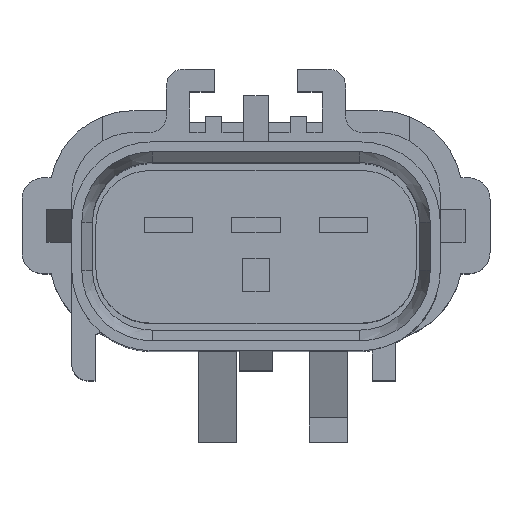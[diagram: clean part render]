
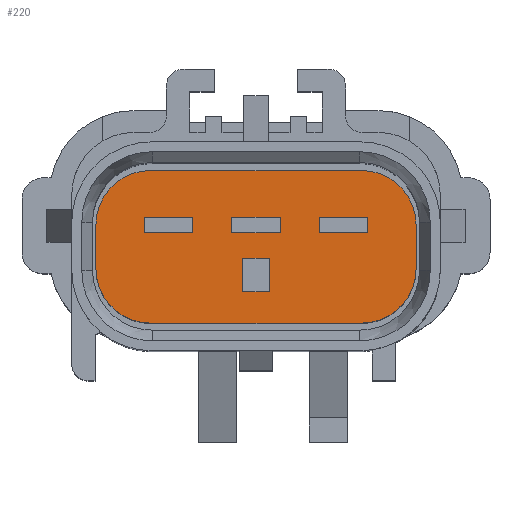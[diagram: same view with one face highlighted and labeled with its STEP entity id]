
A CAD part, top view. The second image highlights one B-rep face of the part: STEP entity #220.
In plain terms, the highlighted planar face has unit normal (0, 0, 1).
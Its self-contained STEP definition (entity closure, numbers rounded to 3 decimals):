
#56=FACE_BOUND('',#725,.T.);
#57=FACE_BOUND('',#726,.T.);
#58=FACE_BOUND('',#727,.T.);
#59=FACE_BOUND('',#728,.T.);
#60=FACE_BOUND('',#729,.T.);
#220=ADVANCED_FACE('',(#56,#57,#58,#59,#60),#376,.F.);
#376=PLANE('',#3616);
#725=EDGE_LOOP('',(#1521,#1522,#1523,#1524));
#726=EDGE_LOOP('',(#1525,#1526,#1527,#1528));
#727=EDGE_LOOP('',(#1529,#1530,#1531,#1532));
#728=EDGE_LOOP('',(#1533,#1534,#1535,#1536,#1537,#1538,#1539,#1540));
#729=EDGE_LOOP('',(#1541,#1542,#1543,#1544));
#848=CIRCLE('',#3612,3.3);
#849=CIRCLE('',#3613,3.3);
#850=CIRCLE('',#3614,3.3);
#851=CIRCLE('',#3615,3.3);
#1521=ORIENTED_EDGE('',*,*,#2526,.F.);
#1522=ORIENTED_EDGE('',*,*,#2524,.T.);
#1523=ORIENTED_EDGE('',*,*,#2522,.T.);
#1524=ORIENTED_EDGE('',*,*,#2520,.T.);
#1525=ORIENTED_EDGE('',*,*,#2518,.F.);
#1526=ORIENTED_EDGE('',*,*,#2516,.T.);
#1527=ORIENTED_EDGE('',*,*,#2514,.T.);
#1528=ORIENTED_EDGE('',*,*,#2512,.T.);
#1529=ORIENTED_EDGE('',*,*,#2510,.T.);
#1530=ORIENTED_EDGE('',*,*,#2508,.T.);
#1531=ORIENTED_EDGE('',*,*,#2506,.T.);
#1532=ORIENTED_EDGE('',*,*,#2504,.T.);
#1533=ORIENTED_EDGE('',*,*,#2527,.T.);
#1534=ORIENTED_EDGE('',*,*,#2528,.T.);
#1535=ORIENTED_EDGE('',*,*,#2529,.T.);
#1536=ORIENTED_EDGE('',*,*,#2530,.T.);
#1537=ORIENTED_EDGE('',*,*,#2531,.T.);
#1538=ORIENTED_EDGE('',*,*,#2532,.T.);
#1539=ORIENTED_EDGE('',*,*,#2533,.T.);
#1540=ORIENTED_EDGE('',*,*,#2534,.T.);
#1541=ORIENTED_EDGE('',*,*,#2502,.F.);
#1542=ORIENTED_EDGE('',*,*,#2501,.F.);
#1543=ORIENTED_EDGE('',*,*,#2499,.F.);
#1544=ORIENTED_EDGE('',*,*,#2497,.F.);
#2078=VERTEX_POINT('',#5354);
#2079=VERTEX_POINT('',#5356);
#2080=VERTEX_POINT('',#5360);
#2081=VERTEX_POINT('',#5364);
#2082=VERTEX_POINT('',#5370);
#2083=VERTEX_POINT('',#5372);
#2084=VERTEX_POINT('',#5376);
#2085=VERTEX_POINT('',#5380);
#2086=VERTEX_POINT('',#5386);
#2087=VERTEX_POINT('',#5388);
#2088=VERTEX_POINT('',#5392);
#2089=VERTEX_POINT('',#5396);
#2090=VERTEX_POINT('',#5402);
#2091=VERTEX_POINT('',#5404);
#2092=VERTEX_POINT('',#5408);
#2093=VERTEX_POINT('',#5412);
#2094=VERTEX_POINT('',#5418);
#2095=VERTEX_POINT('',#5419);
#2096=VERTEX_POINT('',#5421);
#2097=VERTEX_POINT('',#5423);
#2098=VERTEX_POINT('',#5425);
#2099=VERTEX_POINT('',#5427);
#2100=VERTEX_POINT('',#5429);
#2101=VERTEX_POINT('',#5431);
#2497=EDGE_CURVE('',#2079,#2078,#2911,.T.);
#2499=EDGE_CURVE('',#2078,#2080,#2913,.T.);
#2501=EDGE_CURVE('',#2080,#2081,#2915,.T.);
#2502=EDGE_CURVE('',#2081,#2079,#2916,.T.);
#2504=EDGE_CURVE('',#2083,#2082,#2918,.T.);
#2506=EDGE_CURVE('',#2084,#2083,#2920,.T.);
#2508=EDGE_CURVE('',#2085,#2084,#2922,.T.);
#2510=EDGE_CURVE('',#2082,#2085,#2924,.T.);
#2512=EDGE_CURVE('',#2087,#2086,#2926,.T.);
#2514=EDGE_CURVE('',#2088,#2087,#2928,.T.);
#2516=EDGE_CURVE('',#2089,#2088,#2930,.T.);
#2518=EDGE_CURVE('',#2089,#2086,#2932,.T.);
#2520=EDGE_CURVE('',#2091,#2090,#2934,.T.);
#2522=EDGE_CURVE('',#2092,#2091,#2936,.T.);
#2524=EDGE_CURVE('',#2093,#2092,#2938,.T.);
#2526=EDGE_CURVE('',#2093,#2090,#2940,.T.);
#2527=EDGE_CURVE('',#2094,#2095,#2941,.T.);
#2528=EDGE_CURVE('',#2095,#2096,#848,.T.);
#2529=EDGE_CURVE('',#2096,#2097,#2942,.T.);
#2530=EDGE_CURVE('',#2097,#2098,#849,.T.);
#2531=EDGE_CURVE('',#2098,#2099,#2943,.T.);
#2532=EDGE_CURVE('',#2099,#2100,#850,.T.);
#2533=EDGE_CURVE('',#2100,#2101,#2944,.T.);
#2534=EDGE_CURVE('',#2101,#2094,#851,.T.);
#2911=LINE('',#5357,#3307);
#2913=LINE('',#5361,#3309);
#2915=LINE('',#5365,#3311);
#2916=LINE('',#5367,#3312);
#2918=LINE('',#5371,#3314);
#2920=LINE('',#5375,#3316);
#2922=LINE('',#5379,#3318);
#2924=LINE('',#5383,#3320);
#2926=LINE('',#5387,#3322);
#2928=LINE('',#5391,#3324);
#2930=LINE('',#5395,#3326);
#2932=LINE('',#5399,#3328);
#2934=LINE('',#5403,#3330);
#2936=LINE('',#5407,#3332);
#2938=LINE('',#5411,#3334);
#2940=LINE('',#5415,#3336);
#2941=LINE('',#5417,#3337);
#2942=LINE('',#5422,#3338);
#2943=LINE('',#5426,#3339);
#2944=LINE('',#5430,#3340);
#3307=VECTOR('',#4309,1.);
#3309=VECTOR('',#4313,1.);
#3311=VECTOR('',#4317,1.);
#3312=VECTOR('',#4320,1.);
#3314=VECTOR('',#4324,1.);
#3316=VECTOR('',#4328,1.);
#3318=VECTOR('',#4332,1.);
#3320=VECTOR('',#4336,1.);
#3322=VECTOR('',#4340,1.);
#3324=VECTOR('',#4344,1.);
#3326=VECTOR('',#4348,1.);
#3328=VECTOR('',#4352,1.);
#3330=VECTOR('',#4356,1.);
#3332=VECTOR('',#4360,1.);
#3334=VECTOR('',#4364,1.);
#3336=VECTOR('',#4368,1.);
#3337=VECTOR('',#4371,1.);
#3338=VECTOR('',#4374,1.);
#3339=VECTOR('',#4377,1.);
#3340=VECTOR('',#4380,1.);
#3612=AXIS2_PLACEMENT_3D('',#5420,#4372,#4373);
#3613=AXIS2_PLACEMENT_3D('',#5424,#4375,#4376);
#3614=AXIS2_PLACEMENT_3D('',#5428,#4378,#4379);
#3615=AXIS2_PLACEMENT_3D('',#5432,#4381,#4382);
#3616=AXIS2_PLACEMENT_3D('',#5433,#4383,#4384);
#4309=DIRECTION('',(-1.,0.,0.));
#4313=DIRECTION('',(0.,-1.,0.));
#4317=DIRECTION('',(1.,0.,0.));
#4320=DIRECTION('',(0.,1.,0.));
#4324=DIRECTION('',(0.,-1.,0.));
#4328=DIRECTION('',(1.,0.,0.));
#4332=DIRECTION('',(0.,1.,0.));
#4336=DIRECTION('',(-1.,0.,0.));
#4340=DIRECTION('',(0.,-1.,0.));
#4344=DIRECTION('',(1.,0.,0.));
#4348=DIRECTION('',(0.,1.,0.));
#4352=DIRECTION('',(1.,0.,0.));
#4356=DIRECTION('',(0.,-1.,0.));
#4360=DIRECTION('',(1.,0.,0.));
#4364=DIRECTION('',(0.,1.,0.));
#4368=DIRECTION('',(1.,0.,0.));
#4371=DIRECTION('',(-1.,0.,0.));
#4372=DIRECTION('',(0.,0.,1.));
#4373=DIRECTION('',(-1.,0.,0.));
#4374=DIRECTION('',(0.,-1.,0.));
#4375=DIRECTION('',(0.,0.,1.));
#4376=DIRECTION('',(-1.,0.,0.));
#4377=DIRECTION('',(1.,0.,0.));
#4378=DIRECTION('',(0.,0.,1.));
#4379=DIRECTION('',(-1.,0.,0.));
#4380=DIRECTION('',(0.,1.,0.));
#4381=DIRECTION('',(0.,0.,1.));
#4382=DIRECTION('',(-1.,0.,0.));
#4383=DIRECTION('',(0.,0.,-1.));
#4384=DIRECTION('',(1.,0.,0.));
#5354=CARTESIAN_POINT('',(-0.8,-0.7,15.8));
#5356=CARTESIAN_POINT('',(0.8,-0.7,15.8));
#5357=CARTESIAN_POINT('',(0.3,-0.7,15.8));
#5360=CARTESIAN_POINT('',(-0.8,-2.7,15.8));
#5361=CARTESIAN_POINT('',(-0.8,-1.2,15.8));
#5364=CARTESIAN_POINT('',(0.8,-2.7,15.8));
#5365=CARTESIAN_POINT('',(-0.36,-2.7,15.8));
#5367=CARTESIAN_POINT('',(0.8,-2.1,15.8));
#5370=CARTESIAN_POINT('',(6.7,0.835,15.8));
#5371=CARTESIAN_POINT('',(6.7,1.31,15.8));
#5372=CARTESIAN_POINT('',(6.7,1.785,15.8));
#5375=CARTESIAN_POINT('',(5.25,1.785,15.8));
#5376=CARTESIAN_POINT('',(3.8,1.785,15.8));
#5379=CARTESIAN_POINT('',(3.8,1.31,15.8));
#5380=CARTESIAN_POINT('',(3.8,0.835,15.8));
#5383=CARTESIAN_POINT('',(5.25,0.835,15.8));
#5386=CARTESIAN_POINT('',(1.45,0.835,15.8));
#5387=CARTESIAN_POINT('',(1.45,1.31,15.8));
#5388=CARTESIAN_POINT('',(1.45,1.785,15.8));
#5391=CARTESIAN_POINT('',(0.,1.785,15.8));
#5392=CARTESIAN_POINT('',(-1.45,1.785,15.8));
#5395=CARTESIAN_POINT('',(-1.45,1.31,15.8));
#5396=CARTESIAN_POINT('',(-1.45,0.835,15.8));
#5399=CARTESIAN_POINT('',(0.,0.835,15.8));
#5402=CARTESIAN_POINT('',(-3.8,0.835,15.8));
#5403=CARTESIAN_POINT('',(-3.8,1.31,15.8));
#5404=CARTESIAN_POINT('',(-3.8,1.785,15.8));
#5407=CARTESIAN_POINT('',(-5.25,1.785,15.8));
#5408=CARTESIAN_POINT('',(-6.7,1.785,15.8));
#5411=CARTESIAN_POINT('',(-6.7,1.31,15.8));
#5412=CARTESIAN_POINT('',(-6.7,0.835,15.8));
#5415=CARTESIAN_POINT('',(-5.25,0.835,15.8));
#5417=CARTESIAN_POINT('',(-6.35,4.6,15.8));
#5418=CARTESIAN_POINT('',(6.35,4.6,15.8));
#5419=CARTESIAN_POINT('',(-6.35,4.6,15.8));
#5420=CARTESIAN_POINT('',(-6.35,1.3,15.8));
#5421=CARTESIAN_POINT('',(-9.65,1.3,15.8));
#5422=CARTESIAN_POINT('',(-9.65,-1.3,15.8));
#5423=CARTESIAN_POINT('',(-9.65,-1.3,15.8));
#5424=CARTESIAN_POINT('',(-6.35,-1.3,15.8));
#5425=CARTESIAN_POINT('',(-6.35,-4.6,15.8));
#5426=CARTESIAN_POINT('',(6.35,-4.6,15.8));
#5427=CARTESIAN_POINT('',(6.35,-4.6,15.8));
#5428=CARTESIAN_POINT('',(6.35,-1.3,15.8));
#5429=CARTESIAN_POINT('',(9.65,-1.3,15.8));
#5430=CARTESIAN_POINT('',(9.65,1.3,15.8));
#5431=CARTESIAN_POINT('',(9.65,1.3,15.8));
#5432=CARTESIAN_POINT('',(6.35,1.3,15.8));
#5433=CARTESIAN_POINT('',(0.,0.,15.8));
